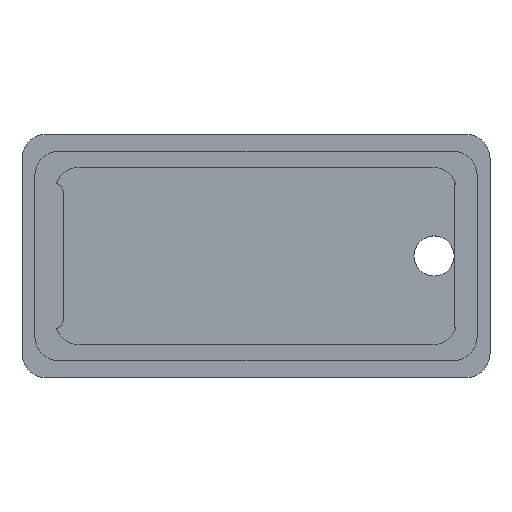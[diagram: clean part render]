
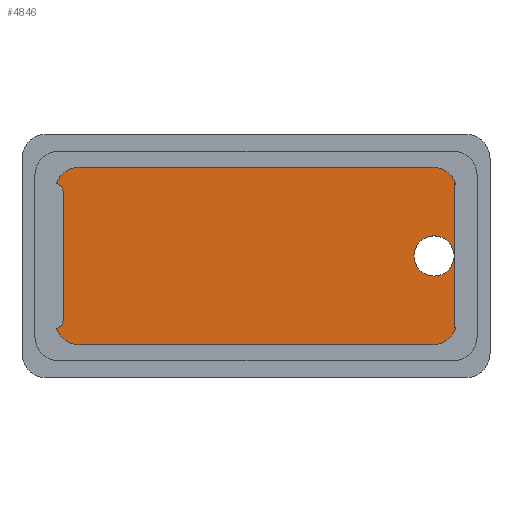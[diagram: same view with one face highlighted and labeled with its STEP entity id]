
A CAD part, top view. The second image highlights one B-rep face of the part: STEP entity #4846.
In plain terms, the highlighted planar face has unit normal (0, 0, 1).
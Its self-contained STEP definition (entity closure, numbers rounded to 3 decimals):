
#328=FACE_BOUND('',#706,.T.);
#354=CIRCLE('',#5122,0.35);
#357=CIRCLE('',#5131,0.35);
#359=CIRCLE('',#5135,3.);
#369=CIRCLE('',#5147,1.);
#370=CIRCLE('',#5149,1.);
#371=CIRCLE('',#5152,3.);
#372=CIRCLE('',#5154,3.);
#373=CIRCLE('',#5157,3.);
#374=CIRCLE('',#5158,2.5);
#431=FACE_OUTER_BOUND('',#705,.T.);
#705=EDGE_LOOP('',(#3302,#3303,#3304,#3305,#3306,#3307,#3308,#3309,#3310,
#3311,#3312,#3313));
#706=EDGE_LOOP('',(#3314));
#1010=LINE('',#6303,#1502);
#1023=LINE('',#6355,#1515);
#1026=LINE('',#6366,#1518);
#1028=LINE('',#6369,#1520);
#1502=VECTOR('',#5392,10.);
#1515=VECTOR('',#5441,10.);
#1518=VECTOR('',#5454,10.);
#1520=VECTOR('',#5458,10.);
#1978=VERTEX_POINT('',#6262);
#1979=VERTEX_POINT('',#6264);
#1990=VERTEX_POINT('',#6296);
#1991=VERTEX_POINT('',#6298);
#1993=VERTEX_POINT('',#6307);
#2009=VERTEX_POINT('',#6343);
#2010=VERTEX_POINT('',#6344);
#2011=VERTEX_POINT('',#6349);
#2012=VERTEX_POINT('',#6351);
#2013=VERTEX_POINT('',#6357);
#2014=VERTEX_POINT('',#6361);
#2015=VERTEX_POINT('',#6365);
#2016=VERTEX_POINT('',#6371);
#2475=EDGE_CURVE('',#1978,#1979,#354,.F.);
#2491=EDGE_CURVE('',#1991,#1990,#357,.T.);
#2494=EDGE_CURVE('',#1990,#1979,#1010,.T.);
#2497=EDGE_CURVE('',#1978,#1993,#359,.T.);
#2514=EDGE_CURVE('',#2009,#2010,#369,.F.);
#2518=EDGE_CURVE('',#2012,#2011,#370,.T.);
#2520=EDGE_CURVE('',#2011,#2010,#1023,.T.);
#2521=EDGE_CURVE('',#2013,#2012,#371,.T.);
#2523=EDGE_CURVE('',#2014,#1991,#372,.T.);
#2525=EDGE_CURVE('',#2014,#2015,#1026,.T.);
#2527=EDGE_CURVE('',#2013,#1993,#1028,.T.);
#2528=EDGE_CURVE('',#2009,#2015,#373,.T.);
#2529=EDGE_CURVE('',#2016,#2016,#374,.T.);
#3302=ORIENTED_EDGE('',*,*,#2497,.T.);
#3303=ORIENTED_EDGE('',*,*,#2527,.F.);
#3304=ORIENTED_EDGE('',*,*,#2521,.T.);
#3305=ORIENTED_EDGE('',*,*,#2518,.T.);
#3306=ORIENTED_EDGE('',*,*,#2520,.T.);
#3307=ORIENTED_EDGE('',*,*,#2514,.F.);
#3308=ORIENTED_EDGE('',*,*,#2528,.T.);
#3309=ORIENTED_EDGE('',*,*,#2525,.F.);
#3310=ORIENTED_EDGE('',*,*,#2523,.T.);
#3311=ORIENTED_EDGE('',*,*,#2491,.T.);
#3312=ORIENTED_EDGE('',*,*,#2494,.T.);
#3313=ORIENTED_EDGE('',*,*,#2475,.F.);
#3314=ORIENTED_EDGE('',*,*,#2529,.T.);
#4687=PLANE('',#5156);
#4846=ADVANCED_FACE('',(#431,#328),#4687,.F.);
#5122=AXIS2_PLACEMENT_3D('',#6265,#5355,#5356);
#5131=AXIS2_PLACEMENT_3D('',#6299,#5386,#5387);
#5135=AXIS2_PLACEMENT_3D('',#6309,#5398,#5399);
#5147=AXIS2_PLACEMENT_3D('',#6345,#5429,#5430);
#5149=AXIS2_PLACEMENT_3D('',#6352,#5436,#5437);
#5152=AXIS2_PLACEMENT_3D('',#6358,#5444,#5445);
#5154=AXIS2_PLACEMENT_3D('',#6362,#5449,#5450);
#5156=AXIS2_PLACEMENT_3D('',#6368,#5456,#5457);
#5157=AXIS2_PLACEMENT_3D('',#6370,#5459,#5460);
#5158=AXIS2_PLACEMENT_3D('',#6372,#5461,#5462);
#5355=DIRECTION('center_axis',(0.,0.,
-1.));
#5356=DIRECTION('ref_axis',(-0.46,0.888,0.));
#5386=DIRECTION('center_axis',(0.,0.,
-1.));
#5387=DIRECTION('ref_axis',(-0.46,-0.888,0.));
#5392=DIRECTION('',(0.,1.,0.));
#5398=DIRECTION('center_axis',(0.,0.,
1.));
#5399=DIRECTION('ref_axis',(0.707,0.707,0.));
#5429=DIRECTION('center_axis',(0.,0.,
-1.));
#5430=DIRECTION('ref_axis',(0.161,-0.987,0.));
#5436=DIRECTION('center_axis',(0.,0.,
-1.));
#5437=DIRECTION('ref_axis',(0.161,0.987,0.));
#5441=DIRECTION('',(0.,-1.,0.));
#5444=DIRECTION('center_axis',(0.,0.,
1.));
#5445=DIRECTION('ref_axis',(-0.707,0.707,0.));
#5449=DIRECTION('center_axis',(0.,0.,
1.));
#5450=DIRECTION('ref_axis',(0.707,-0.707,0.));
#5454=DIRECTION('',(-1.,0.,0.));
#5456=DIRECTION('center_axis',(0.,0.,
-1.));
#5457=DIRECTION('ref_axis',(-1.,0.,0.));
#5458=DIRECTION('',(1.,0.,0.));
#5459=DIRECTION('center_axis',(0.,0.,
1.));
#5460=DIRECTION('ref_axis',(-0.707,-0.707,0.));
#5461=DIRECTION('center_axis',(0.,0.,
-1.));
#5462=DIRECTION('ref_axis',(-1.,0.,0.));
#6262=CARTESIAN_POINT('',(24.839,9.,2.));
#6264=CARTESIAN_POINT('',(24.65,8.689,2.));
#6265=CARTESIAN_POINT('Origin',(25.,8.689,2.));
#6296=CARTESIAN_POINT('',(24.65,-8.689,2.));
#6298=CARTESIAN_POINT('',(24.839,-9.,2.));
#6299=CARTESIAN_POINT('Origin',(25.,-8.689,2.));
#6303=CARTESIAN_POINT('',(24.65,0.,2.));
#6307=CARTESIAN_POINT('',(22.,11.03,2.));
#6309=CARTESIAN_POINT('Origin',(22.,8.03,2.));
#6343=CARTESIAN_POINT('',(-24.839,-9.,2.));
#6344=CARTESIAN_POINT('',(-24.,-8.013,2.));
#6345=CARTESIAN_POINT('Origin',(-25.,-8.013,2.));
#6349=CARTESIAN_POINT('',(-24.,8.013,2.));
#6351=CARTESIAN_POINT('',(-24.839,9.,2.));
#6352=CARTESIAN_POINT('Origin',(-25.,8.013,2.));
#6355=CARTESIAN_POINT('',(-24.,0.,2.));
#6357=CARTESIAN_POINT('',(-22.,11.03,2.));
#6358=CARTESIAN_POINT('Origin',(-22.,8.03,2.));
#6361=CARTESIAN_POINT('',(22.,-11.03,2.));
#6362=CARTESIAN_POINT('Origin',(22.,-8.03,2.));
#6365=CARTESIAN_POINT('',(-22.,-11.03,2.));
#6366=CARTESIAN_POINT('',(25.,-11.03,2.));
#6368=CARTESIAN_POINT('Origin',(0.,0.,
2.));
#6369=CARTESIAN_POINT('',(-25.,11.03,2.));
#6370=CARTESIAN_POINT('Origin',(-22.,-8.03,2.));
#6371=CARTESIAN_POINT('',(24.646,0.,2.));
#6372=CARTESIAN_POINT('Origin',(22.146,0.,
2.));
